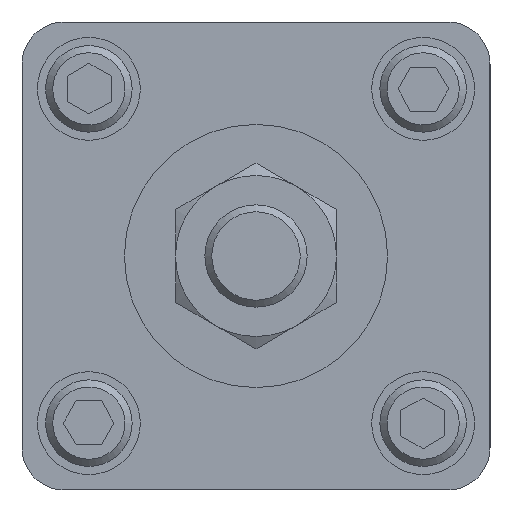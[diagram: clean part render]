
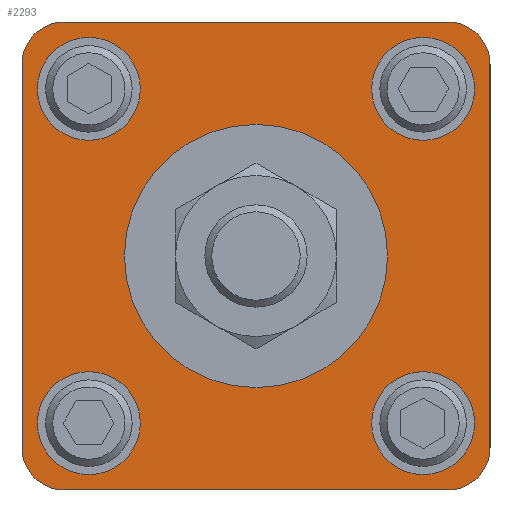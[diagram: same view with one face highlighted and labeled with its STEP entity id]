
A CAD part, left-side view. The second image highlights one B-rep face of the part: STEP entity #2293.
In plain terms, the highlighted planar face has unit normal (-1, 0, 0).
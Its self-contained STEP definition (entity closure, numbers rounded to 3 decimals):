
#170=LINE('',#3790,#286);
#171=LINE('',#3795,#287);
#172=LINE('',#3799,#288);
#173=LINE('',#3803,#289);
#286=VECTOR('',#3077,1000.);
#287=VECTOR('',#3080,1000.);
#288=VECTOR('',#3083,1000.);
#289=VECTOR('',#3086,1000.);
#417=PLANE('',#2577);
#676=ORIENTED_EDGE('',*,*,#1115,.T.);
#677=ORIENTED_EDGE('',*,*,#1114,.T.);
#678=ORIENTED_EDGE('',*,*,#1113,.T.);
#679=ORIENTED_EDGE('',*,*,#1112,.T.);
#680=ORIENTED_EDGE('',*,*,#1111,.F.);
#681=ORIENTED_EDGE('',*,*,#1123,.F.);
#682=ORIENTED_EDGE('',*,*,#1124,.T.);
#683=ORIENTED_EDGE('',*,*,#1125,.F.);
#684=ORIENTED_EDGE('',*,*,#1126,.T.);
#685=ORIENTED_EDGE('',*,*,#1127,.F.);
#686=ORIENTED_EDGE('',*,*,#1128,.T.);
#687=ORIENTED_EDGE('',*,*,#1129,.F.);
#688=ORIENTED_EDGE('',*,*,#1130,.T.);
#1111=EDGE_CURVE('',#1364,#1364,#1529,.T.);
#1112=EDGE_CURVE('',#1365,#1365,#1530,.T.);
#1113=EDGE_CURVE('',#1366,#1366,#1531,.T.);
#1114=EDGE_CURVE('',#1367,#1367,#1532,.T.);
#1115=EDGE_CURVE('',#1368,#1368,#1533,.T.);
#1123=EDGE_CURVE('',#1376,#1377,#170,.T.);
#1124=EDGE_CURVE('',#1376,#1378,#1541,.T.);
#1125=EDGE_CURVE('',#1379,#1378,#171,.T.);
#1126=EDGE_CURVE('',#1379,#1380,#1542,.T.);
#1127=EDGE_CURVE('',#1381,#1380,#172,.T.);
#1128=EDGE_CURVE('',#1381,#1382,#1543,.T.);
#1129=EDGE_CURVE('',#1383,#1382,#173,.T.);
#1130=EDGE_CURVE('',#1383,#1377,#1544,.T.);
#1364=VERTEX_POINT('',#3755);
#1365=VERTEX_POINT('',#3758);
#1366=VERTEX_POINT('',#3761);
#1367=VERTEX_POINT('',#3764);
#1368=VERTEX_POINT('',#3767);
#1376=VERTEX_POINT('',#3791);
#1377=VERTEX_POINT('',#3792);
#1378=VERTEX_POINT('',#3794);
#1379=VERTEX_POINT('',#3796);
#1380=VERTEX_POINT('',#3798);
#1381=VERTEX_POINT('',#3800);
#1382=VERTEX_POINT('',#3802);
#1383=VERTEX_POINT('',#3804);
#1529=CIRCLE('',#2554,14.288);
#1530=CIRCLE('',#2556,5.588);
#1531=CIRCLE('',#2558,5.588);
#1532=CIRCLE('',#2560,5.588);
#1533=CIRCLE('',#2562,5.588);
#1541=CIRCLE('',#2578,4.572);
#1542=CIRCLE('',#2579,4.572);
#1543=CIRCLE('',#2580,4.572);
#1544=CIRCLE('',#2581,4.572);
#1735=EDGE_LOOP('',(#676));
#1736=EDGE_LOOP('',(#677));
#1737=EDGE_LOOP('',(#678));
#1738=EDGE_LOOP('',(#679));
#1739=EDGE_LOOP('',(#680));
#1740=EDGE_LOOP('',(#681,#682,#683,#684,#685,#686,#687,#688));
#2011=FACE_BOUND('',#1735,.T.);
#2012=FACE_BOUND('',#1736,.T.);
#2013=FACE_BOUND('',#1737,.T.);
#2014=FACE_BOUND('',#1738,.T.);
#2015=FACE_BOUND('',#1739,.T.);
#2016=FACE_BOUND('',#1740,.T.);
#2293=ADVANCED_FACE('',(#2011,#2012,#2013,#2014,#2015,#2016),#417,.F.);
#2554=AXIS2_PLACEMENT_3D('',#3754,#3029,#3030);
#2556=AXIS2_PLACEMENT_3D('',#3757,#3033,#3034);
#2558=AXIS2_PLACEMENT_3D('',#3760,#3037,#3038);
#2560=AXIS2_PLACEMENT_3D('',#3763,#3041,#3042);
#2562=AXIS2_PLACEMENT_3D('',#3766,#3045,#3046);
#2577=AXIS2_PLACEMENT_3D('',#3789,#3075,#3076);
#2578=AXIS2_PLACEMENT_3D('',#3793,#3078,#3079);
#2579=AXIS2_PLACEMENT_3D('',#3797,#3081,#3082);
#2580=AXIS2_PLACEMENT_3D('',#3801,#3084,#3085);
#2581=AXIS2_PLACEMENT_3D('',#3805,#3087,#3088);
#3029=DIRECTION('',(-1.,0.,0.));
#3030=DIRECTION('',(0.,0.,-1.));
#3033=DIRECTION('',(1.,0.,0.));
#3034=DIRECTION('',(0.,0.,-1.));
#3037=DIRECTION('',(1.,0.,0.));
#3038=DIRECTION('',(0.,-1.,0.));
#3041=DIRECTION('',(1.,0.,0.));
#3042=DIRECTION('',(0.,0.,1.));
#3045=DIRECTION('',(1.,0.,0.));
#3046=DIRECTION('',(0.,1.,0.));
#3075=DIRECTION('',(1.,0.,0.));
#3076=DIRECTION('',(0.,1.,0.));
#3077=DIRECTION('',(0.,0.,-1.));
#3078=DIRECTION('',(-1.,0.,0.));
#3079=DIRECTION('',(0.,0.,-1.));
#3080=DIRECTION('',(0.,-1.,0.));
#3081=DIRECTION('',(-1.,0.,0.));
#3082=DIRECTION('',(0.,0.,-1.));
#3083=DIRECTION('',(0.,0.,1.));
#3084=DIRECTION('',(-1.,0.,0.));
#3085=DIRECTION('',(0.,0.,-1.));
#3086=DIRECTION('',(0.,1.,0.));
#3087=DIRECTION('',(-1.,0.,0.));
#3088=DIRECTION('',(0.,0.,-1.));
#3754=CARTESIAN_POINT('',(0.,0.,0.));
#3755=CARTESIAN_POINT('',(0.,0.,-14.288));
#3757=CARTESIAN_POINT('',(0.,-18.14,18.14));
#3758=CARTESIAN_POINT('',(0.,-18.14,12.552));
#3760=CARTESIAN_POINT('',(0.,18.14,18.14));
#3761=CARTESIAN_POINT('',(0.,12.552,18.14));
#3763=CARTESIAN_POINT('',(0.,18.14,-18.14));
#3764=CARTESIAN_POINT('',(0.,18.14,-12.552));
#3766=CARTESIAN_POINT('',(0.,-18.14,-18.14));
#3767=CARTESIAN_POINT('',(0.,-12.552,-18.14));
#3789=CARTESIAN_POINT('',(0.,0.,0.));
#3790=CARTESIAN_POINT('',(0.,-25.4,25.4));
#3791=CARTESIAN_POINT('',(0.,-25.4,20.828));
#3792=CARTESIAN_POINT('',(0.,-25.4,-20.828));
#3793=CARTESIAN_POINT('',(0.,-20.828,20.828));
#3794=CARTESIAN_POINT('',(0.,-20.828,25.4));
#3795=CARTESIAN_POINT('',(0.,25.4,25.4));
#3796=CARTESIAN_POINT('',(0.,20.828,25.4));
#3797=CARTESIAN_POINT('',(0.,20.828,20.828));
#3798=CARTESIAN_POINT('',(0.,25.4,20.828));
#3799=CARTESIAN_POINT('',(0.,25.4,-25.4));
#3800=CARTESIAN_POINT('',(0.,25.4,-20.828));
#3801=CARTESIAN_POINT('',(0.,20.828,-20.828));
#3802=CARTESIAN_POINT('',(0.,20.828,-25.4));
#3803=CARTESIAN_POINT('',(0.,-25.4,-25.4));
#3804=CARTESIAN_POINT('',(0.,-20.828,-25.4));
#3805=CARTESIAN_POINT('',(0.,-20.828,-20.828));
